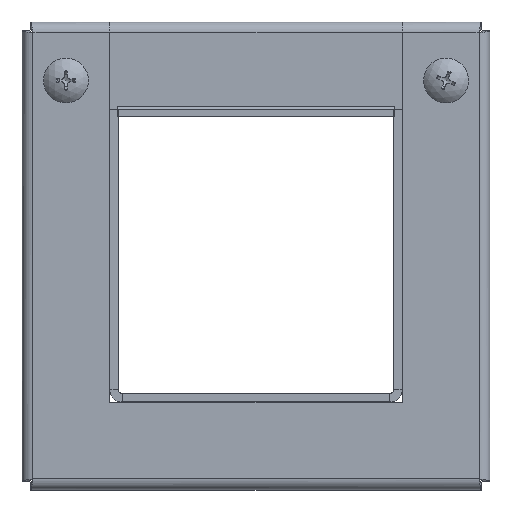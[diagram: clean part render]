
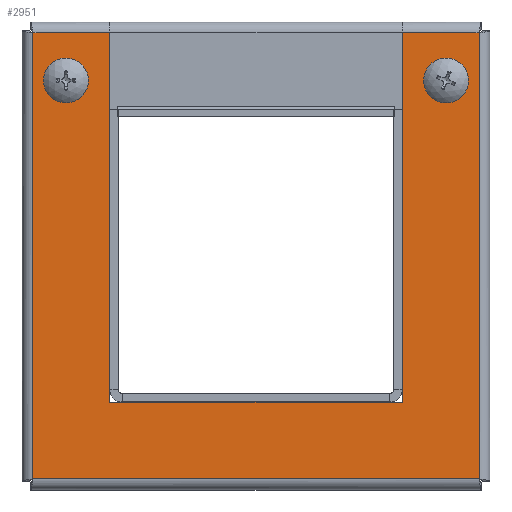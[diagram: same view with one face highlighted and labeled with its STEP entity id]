
A CAD part, top view. The second image highlights one B-rep face of the part: STEP entity #2951.
In plain terms, the highlighted planar face has unit normal (0, 0, 1).
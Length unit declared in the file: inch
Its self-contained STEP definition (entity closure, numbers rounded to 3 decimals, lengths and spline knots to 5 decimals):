
#111=PLANE('',#3141);
#231=LINE('',#4177,#495);
#247=LINE('',#4254,#511);
#262=LINE('',#4354,#526);
#277=LINE('',#4455,#541);
#293=LINE('',#4525,#557);
#308=LINE('',#4616,#572);
#311=LINE('',#4623,#575);
#312=LINE('',#4624,#576);
#495=VECTOR('',#3385,0.65675);
#511=VECTOR('',#3419,3.8135);
#526=VECTOR('',#3448,3.8135);
#541=VECTOR('',#3477,0.65675);
#557=VECTOR('',#3513,3.8135);
#572=VECTOR('',#3542,3.15675);
#575=VECTOR('',#3549,2.5);
#576=VECTOR('',#3550,3.15675);
#771=FACE_BOUND('',#1038,.T.);
#772=FACE_BOUND('',#1039,.T.);
#845=FACE_OUTER_BOUND('',#1037,.T.);
#1037=EDGE_LOOP('',(#2119,#2120,#2121,#2122,#2123,#2124,#2125,#2126));
#1038=EDGE_LOOP('',(#2127));
#1039=EDGE_LOOP('',(#2128));
#1193=CIRCLE('',#3094,0.125);
#1195=CIRCLE('',#3097,0.125);
#1278=VERTEX_POINT('',#4163);
#1280=VERTEX_POINT('',#4168);
#1283=VERTEX_POINT('',#4174);
#1284=VERTEX_POINT('',#4176);
#1295=VERTEX_POINT('',#4253);
#1305=VERTEX_POINT('',#4353);
#1315=VERTEX_POINT('',#4446);
#1316=VERTEX_POINT('',#4454);
#1334=VERTEX_POINT('',#4614);
#1336=VERTEX_POINT('',#4622);
#1519=EDGE_CURVE('',#1278,#1278,#1193,.T.);
#1521=EDGE_CURVE('',#1280,#1280,#1195,.T.);
#1524=EDGE_CURVE('',#1284,#1283,#231,.T.);
#1544=EDGE_CURVE('',#1295,#1284,#247,.T.);
#1563=EDGE_CURVE('',#1305,#1295,#262,.T.);
#1582=EDGE_CURVE('',#1316,#1315,#277,.T.);
#1602=EDGE_CURVE('',#1315,#1305,#293,.T.);
#1620=EDGE_CURVE('',#1283,#1334,#308,.T.);
#1623=EDGE_CURVE('',#1334,#1336,#311,.T.);
#1624=EDGE_CURVE('',#1336,#1316,#312,.T.);
#2119=ORIENTED_EDGE('',*,*,#1524,.T.);
#2120=ORIENTED_EDGE('',*,*,#1620,.T.);
#2121=ORIENTED_EDGE('',*,*,#1623,.T.);
#2122=ORIENTED_EDGE('',*,*,#1624,.T.);
#2123=ORIENTED_EDGE('',*,*,#1582,.T.);
#2124=ORIENTED_EDGE('',*,*,#1602,.T.);
#2125=ORIENTED_EDGE('',*,*,#1563,.T.);
#2126=ORIENTED_EDGE('',*,*,#1544,.T.);
#2127=ORIENTED_EDGE('',*,*,#1519,.T.);
#2128=ORIENTED_EDGE('',*,*,#1521,.T.);
#2951=ADVANCED_FACE('',(#845,#771,#772),#111,.T.);
#3094=AXIS2_PLACEMENT_3D('',#4164,#3372,#3373);
#3097=AXIS2_PLACEMENT_3D('',#4169,#3378,#3379);
#3141=AXIS2_PLACEMENT_3D('',#4621,#3547,#3548);
#3372=DIRECTION('center_axis',(0.,0.,-1.));
#3373=DIRECTION('ref_axis',(-1.,0.,0.));
#3378=DIRECTION('center_axis',(0.,0.,-1.));
#3379=DIRECTION('ref_axis',(-1.,0.,0.));
#3385=DIRECTION('',(-1.,0.,0.));
#3419=DIRECTION('',(0.,1.,0.));
#3448=DIRECTION('',(1.,0.,0.));
#3477=DIRECTION('',(-1.,0.,0.));
#3513=DIRECTION('',(0.,-1.,0.));
#3542=DIRECTION('',(0.,-1.,0.));
#3547=DIRECTION('center_axis',(0.,0.,1.));
#3548=DIRECTION('ref_axis',(1.,0.,0.));
#3549=DIRECTION('',(-1.,0.,0.));
#3550=DIRECTION('',(0.,1.,0.));
#4163=CARTESIAN_POINT('',(-1.5,1.5,0.062));
#4164=CARTESIAN_POINT('Origin',(-1.625,1.5,0.062));
#4168=CARTESIAN_POINT('',(1.75,1.5,0.062));
#4169=CARTESIAN_POINT('Origin',(1.625,1.5,0.062));
#4174=CARTESIAN_POINT('',(1.25,1.90675,0.062));
#4176=CARTESIAN_POINT('',(1.90675,1.90675,0.062));
#4177=CARTESIAN_POINT('',(0.95338,1.90675,0.062));
#4253=CARTESIAN_POINT('',(1.90675,-1.90675,0.062));
#4254=CARTESIAN_POINT('',(1.90675,-0.95338,0.062));
#4353=CARTESIAN_POINT('',(-1.90675,-1.90675,0.062));
#4354=CARTESIAN_POINT('',(-0.95338,-1.90675,0.062));
#4446=CARTESIAN_POINT('',(-1.90675,1.90675,0.062));
#4454=CARTESIAN_POINT('',(-1.25,1.90675,0.062));
#4455=CARTESIAN_POINT('',(-0.625,1.90675,0.062));
#4525=CARTESIAN_POINT('',(-1.90675,0.95338,0.062));
#4614=CARTESIAN_POINT('',(1.25,-1.25,0.062));
#4616=CARTESIAN_POINT('',(1.25,1.,0.062));
#4621=CARTESIAN_POINT('Origin',(0.,0.,
0.062));
#4622=CARTESIAN_POINT('',(-1.25,-1.25,0.062));
#4623=CARTESIAN_POINT('',(0.625,-1.25,0.062));
#4624=CARTESIAN_POINT('',(-1.25,-0.625,0.062));
